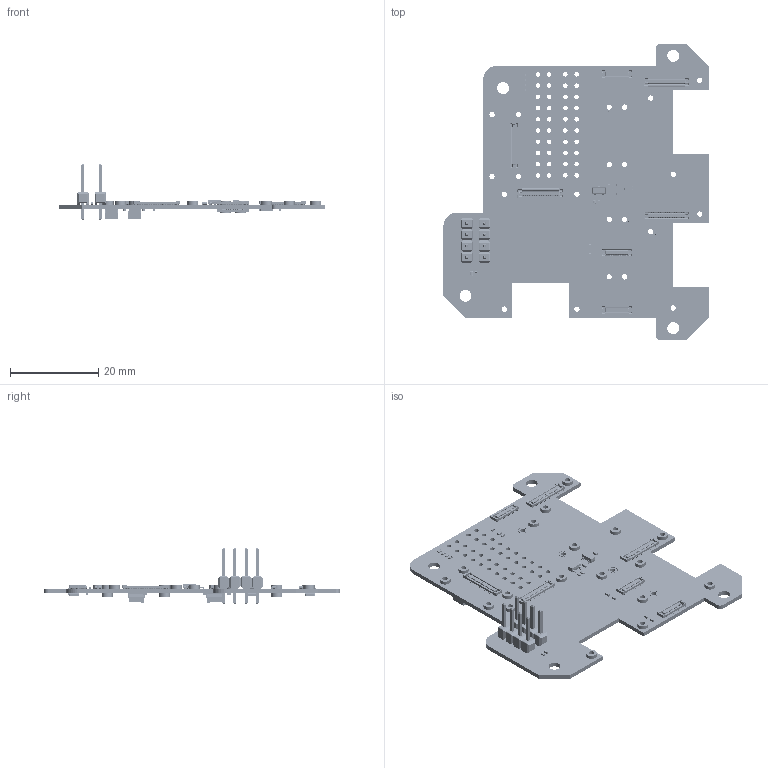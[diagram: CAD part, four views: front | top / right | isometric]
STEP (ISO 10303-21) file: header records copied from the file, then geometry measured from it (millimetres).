
FILE_DESCRIPTION(/* description */ ('PCB Design'),/* implementation_level */ '2;1');
FILE_NAME(/* name */ 'RAK19011_VB_2022_0510_2',/* time_stamp */ '2022-05-10T23:55:04+08:00',/* author */ (''),/* organization */ (''),/* preprocessor_version */ 'ST-DEVELOPER v16',/* originating_system */ 'allegro_17.4S012',/* authorisation */ '');
FILE_SCHEMA (('AUTOMOTIVE_DESIGN { 1 0 10303 214 3 1 1 }'));
Products named in the file (23): RAK19011_VB_2022_0510_2; BOARD_OUTLINE; COMPONENTS; CAPM3528X120N; BTB40_2X20_4MM_F; BTB24_2X20_4MM_F; PH254-115-04; 3PSOT118X55G; SOT23; SC0402; SR0402; PH84-126; product; BTB40-2X20-4MM-F; axe524127; pin; User Library-1x4 TH Pitch 2_54mm; holder; CircuitWorks-SOT-23; CAP-SM-MLCC-0402[1005]; RES-SM-CHIP; SMTSO-M1_2-0_8-ET
Assembly tree (85 placements, depth 5):
  RAK19011_VB_2022_0510_2
    BOARD_OUTLINE
    COMPONENTS
      CAPM3528X120N  x2
        product
      BTB40_2X20_4MM_F  x4
        BTB40-2X20-4MM-F
      BTB24_2X20_4MM_F  x6
        axe524127
      PH254-115-04  x2
        User Library-1x4 TH Pitch 2_54mm
          holder
          pin  x4
      3PSOT118X55G
        CircuitWorks-SOT-23
      SOT23
        CircuitWorks-SOT-23
      SC0402  x23
        CAP-SM-MLCC-0402[1005]
      SR0402  x8
        RES-SM-CHIP
      PH84-126  x22
        SMTSO-M1_2-0_8-ET
Bounding box: 60 x 67 x 12.7 mm (x, y, z)
Volume: 424.3 mm3; surface area: 8228.6 mm2
Topology: 83 solids, 84 shells, 14275 faces, 38016 edges, 23966 vertices
Faces by surface type: plane 9303, cylinder 4192, torus 408, bspline 312, cone 40, sphere 20
Full cylindrical faces by diameter (mm): 0.15 x4, 0.2 x4
Entity records: 105886 total; most frequent: CARTESIAN_POINT 18689, ORIENTED_EDGE 15976, DIRECTION 14570, EDGE_CURVE 8063, VECTOR 5854, LINE 5854, VERTEX_POINT 5294, AXIS2_PLACEMENT_3D 4909
